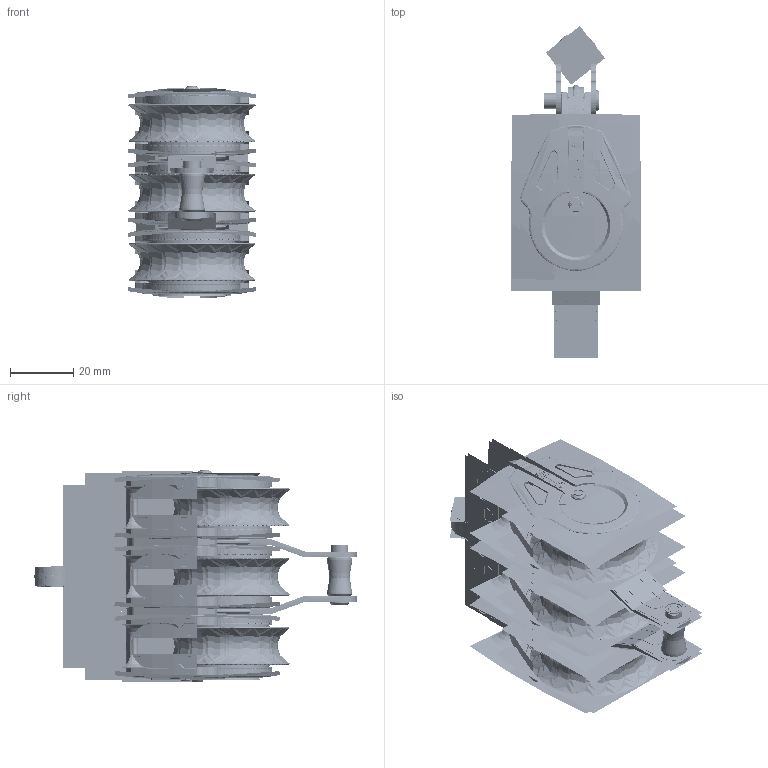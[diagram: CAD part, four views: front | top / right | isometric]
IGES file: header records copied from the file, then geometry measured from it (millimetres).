
Start section:  PTC IGES file: a2045b.igs
Global section: file name: a2045b.igs; native system: Creo Parametric by PTC Inc.; preprocessor: 2021284; author: Student; organization: Unknown; date: 20211201.134254; units: millimetre
Bounding box: 41.29 x 105.33 x 67.24 mm (x, y, z)
Surface area: 2266128.1 mm2 (no closed solid volume)
Topology: 0 solids, 0 shells, 6720 faces, 105158 edges, 137460 vertices
Faces by surface type: revolution 4134, bspline 2354, extrusion 232
